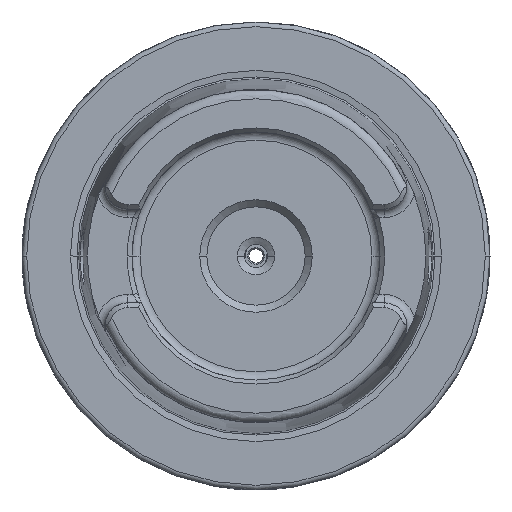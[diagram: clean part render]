
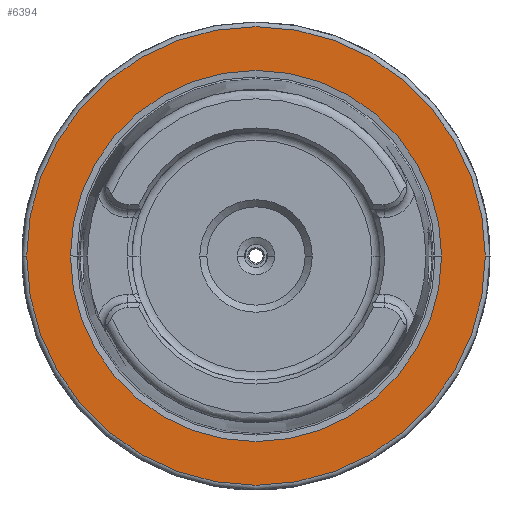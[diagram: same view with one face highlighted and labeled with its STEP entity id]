
A CAD part, left-side view. The second image highlights one B-rep face of the part: STEP entity #6394.
In plain terms, the highlighted planar face has unit normal (-1, 0, 0).
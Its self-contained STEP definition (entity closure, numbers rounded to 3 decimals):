
#322 = CARTESIAN_POINT ( 'NONE',  ( 0.05, 0., 49. ) ) ;
#582 = AXIS2_PLACEMENT_3D ( 'NONE', #5034, #7896, #4865 ) ;
#843 = EDGE_CURVE ( 'NONE', #10944, #4405, #8090, .T. ) ;
#877 = FACE_OUTER_BOUND ( 'NONE', #5470, .T. ) ;
#1681 = CARTESIAN_POINT ( 'NONE',  ( 0.05, 39.647, 0. ) ) ;
#1942 = EDGE_CURVE ( 'NONE', #8550, #6731, #7200, .T. ) ;
#2019 = DIRECTION ( 'NONE',  ( 0., 0., -1. ) ) ;
#2413 = CARTESIAN_POINT ( 'NONE',  ( 0.05, 0., 0. ) ) ;
#2509 = CARTESIAN_POINT ( 'NONE',  ( 0.05, 0., -49. ) ) ;
#3730 = ORIENTED_EDGE ( 'NONE', *, *, #1942, .F. ) ;
#3796 = CARTESIAN_POINT ( 'NONE',  ( 0.05, 0., -39.647 ) ) ;
#3862 = CARTESIAN_POINT ( 'NONE',  ( 0.05, 0., 0. ) ) ;
#4112 = EDGE_CURVE ( 'NONE', #4405, #10944, #11810, .T. ) ;
#4405 = VERTEX_POINT ( 'NONE', #3796 ) ;
#4765 = ORIENTED_EDGE ( 'NONE', *, *, #6838, .F. ) ;
#4786 = CARTESIAN_POINT ( 'NONE',  ( 0.05, 0., 39.647 ) ) ;
#4865 = DIRECTION ( 'NONE',  ( 0., 0., -1. ) ) ;
#5034 = CARTESIAN_POINT ( 'NONE',  ( 0.05, 0., 0. ) ) ;
#5457 = DIRECTION ( 'NONE',  ( -1., 0., 0. ) ) ;
#5470 = EDGE_LOOP ( 'NONE', ( #4765, #3730 ) ) ;
#5703 = DIRECTION ( 'NONE',  ( 1., 0., 0. ) ) ;
#5704 = PLANE ( 'NONE',  #5871 ) ;
#5758 = ORIENTED_EDGE ( 'NONE', *, *, #843, .T. ) ;
#5871 = AXIS2_PLACEMENT_3D ( 'NONE', #1681, #5457, #6440 ) ;
#6299 = DIRECTION ( 'NONE',  ( 1., 0., 0. ) ) ;
#6394 = ADVANCED_FACE ( 'NONE', ( #10390, #877 ), #5704, .T. ) ;
#6440 = DIRECTION ( 'NONE',  ( 0., 0., 1. ) ) ;
#6731 = VERTEX_POINT ( 'NONE', #2509 ) ;
#6838 = EDGE_CURVE ( 'NONE', #6731, #8550, #8909, .T. ) ;
#7200 = CIRCLE ( 'NONE', #9944, 49. ) ;
#7503 = DIRECTION ( 'NONE',  ( 1., 0., 0. ) ) ;
#7896 = DIRECTION ( 'NONE',  ( 1., 0., 0. ) ) ;
#8090 = CIRCLE ( 'NONE', #9880, 39.647 ) ;
#8136 = DIRECTION ( 'NONE',  ( 0., 0., -1. ) ) ;
#8520 = AXIS2_PLACEMENT_3D ( 'NONE', #10472, #7503, #2019 ) ;
#8550 = VERTEX_POINT ( 'NONE', #322 ) ;
#8909 = CIRCLE ( 'NONE', #8520, 49. ) ;
#9373 = ORIENTED_EDGE ( 'NONE', *, *, #4112, .T. ) ;
#9458 = DIRECTION ( 'NONE',  ( 0., 0., -1. ) ) ;
#9880 = AXIS2_PLACEMENT_3D ( 'NONE', #2413, #6299, #8136 ) ;
#9944 = AXIS2_PLACEMENT_3D ( 'NONE', #3862, #5703, #9458 ) ;
#10390 = FACE_BOUND ( 'NONE', #11162, .T. ) ;
#10472 = CARTESIAN_POINT ( 'NONE',  ( 0.05, 0., 0. ) ) ;
#10944 = VERTEX_POINT ( 'NONE', #4786 ) ;
#11162 = EDGE_LOOP ( 'NONE', ( #5758, #9373 ) ) ;
#11810 = CIRCLE ( 'NONE', #582, 39.647 ) ;
